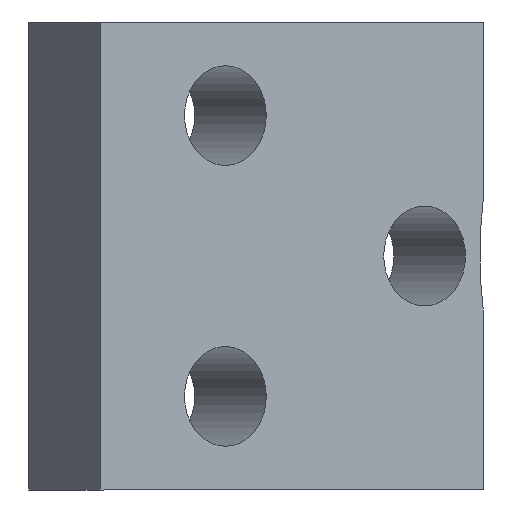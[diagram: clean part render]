
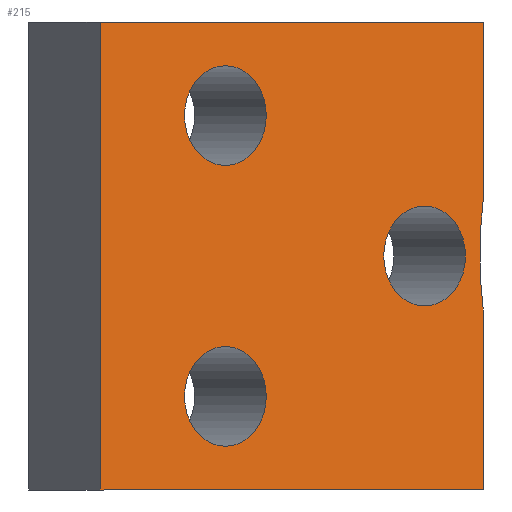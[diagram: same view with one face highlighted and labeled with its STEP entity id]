
A CAD part, left-side view. The second image highlights one B-rep face of the part: STEP entity #215.
In plain terms, the highlighted planar face has unit normal (-0.819, -0.574, 0).
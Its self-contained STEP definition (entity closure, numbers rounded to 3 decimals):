
#18=FACE_BOUND('',#56,.T.);
#19=FACE_BOUND('',#57,.T.);
#20=FACE_BOUND('',#58,.T.);
#21=ELLIPSE('',#247,34.967,20.056);
#30=PLANE('',#253);
#41=FACE_OUTER_BOUND('',#55,.T.);
#55=EDGE_LOOP('',(#193,#194,#195,#196,#197,#198));
#56=EDGE_LOOP('',(#199));
#57=EDGE_LOOP('',(#200));
#58=EDGE_LOOP('',(#201));
#62=LINE('',#333,#81);
#66=LINE('',#341,#85);
#70=LINE('',#358,#89);
#73=LINE('',#364,#92);
#76=LINE('',#369,#95);
#81=VECTOR('',#279,10.);
#85=VECTOR('',#285,10.);
#89=VECTOR('',#295,10.);
#92=VECTOR('',#300,10.);
#95=VECTOR('',#305,10.);
#98=CIRCLE('',#238,1.6);
#100=CIRCLE('',#241,1.6);
#102=CIRCLE('',#244,1.6);
#104=VERTEX_POINT('',#315);
#106=VERTEX_POINT('',#321);
#108=VERTEX_POINT('',#327);
#109=VERTEX_POINT('',#331);
#110=VERTEX_POINT('',#332);
#113=VERTEX_POINT('',#340);
#115=VERTEX_POINT('',#351);
#117=VERTEX_POINT('',#357);
#119=VERTEX_POINT('',#363);
#123=EDGE_CURVE('',#104,#104,#98,.T.);
#126=EDGE_CURVE('',#106,#106,#100,.T.);
#129=EDGE_CURVE('',#108,#108,#102,.T.);
#130=EDGE_CURVE('',#109,#110,#62,.T.);
#134=EDGE_CURVE('',#113,#109,#66,.T.);
#137=EDGE_CURVE('',#115,#113,#21,.T.);
#140=EDGE_CURVE('',#117,#115,#70,.T.);
#143=EDGE_CURVE('',#119,#117,#73,.T.);
#146=EDGE_CURVE('',#110,#119,#76,.T.);
#193=ORIENTED_EDGE('',*,*,#146,.F.);
#194=ORIENTED_EDGE('',*,*,#130,.F.);
#195=ORIENTED_EDGE('',*,*,#134,.F.);
#196=ORIENTED_EDGE('',*,*,#137,.F.);
#197=ORIENTED_EDGE('',*,*,#140,.F.);
#198=ORIENTED_EDGE('',*,*,#143,.F.);
#199=ORIENTED_EDGE('',*,*,#129,.F.);
#200=ORIENTED_EDGE('',*,*,#126,.F.);
#201=ORIENTED_EDGE('',*,*,#123,.F.);
#215=ADVANCED_FACE('',(#41,#18,#19,#20),#30,.F.);
#238=AXIS2_PLACEMENT_3D('',#317,#261,#262);
#241=AXIS2_PLACEMENT_3D('',#323,#268,#269);
#244=AXIS2_PLACEMENT_3D('',#329,#275,#276);
#247=AXIS2_PLACEMENT_3D('',#352,#288,#289);
#253=AXIS2_PLACEMENT_3D('',#372,#309,#310);
#261=DIRECTION('center_axis',(-0.819,-0.574,0.));
#262=DIRECTION('ref_axis',(0.,0.,-1.));
#268=DIRECTION('center_axis',(-0.819,-0.574,0.));
#269=DIRECTION('ref_axis',(0.,0.,-1.));
#275=DIRECTION('center_axis',(-0.819,-0.574,0.));
#276=DIRECTION('ref_axis',(0.,0.,-1.));
#279=DIRECTION('',(-0.574,0.819,0.));
#285=DIRECTION('',(0.,0.,-1.));
#288=DIRECTION('center_axis',(-0.819,-0.574,0.));
#289=DIRECTION('ref_axis',(0.574,-0.819,0.));
#295=DIRECTION('',(0.,0.,-1.));
#300=DIRECTION('',(0.574,-0.819,0.));
#305=DIRECTION('',(0.,0.,1.));
#309=DIRECTION('center_axis',(0.819,0.574,0.));
#310=DIRECTION('ref_axis',(0.,0.,-1.));
#315=CARTESIAN_POINT('',(-129.808,-47.701,-27.739));
#317=CARTESIAN_POINT('Origin',(-129.808,-47.701,-29.339));
#321=CARTESIAN_POINT('',(-125.337,-54.086,-23.239));
#323=CARTESIAN_POINT('Origin',(-125.337,-54.086,-24.839));
#327=CARTESIAN_POINT('',(-129.808,-47.701,-18.739));
#329=CARTESIAN_POINT('Origin',(-129.808,-47.701,-20.339));
#331=CARTESIAN_POINT('',(-124.016,-55.973,-32.339));
#332=CARTESIAN_POINT('',(-132.619,-43.686,-32.339));
#333=CARTESIAN_POINT('',(-124.016,-55.973,-32.339));
#340=CARTESIAN_POINT('',(-124.016,-55.973,-26.668));
#341=CARTESIAN_POINT('',(-124.016,-55.973,-17.339));
#351=CARTESIAN_POINT('',(-124.016,-55.973,-22.934));
#352=CARTESIAN_POINT('Origin',(-104.047,-84.492,-24.801));
#357=CARTESIAN_POINT('',(-124.016,-55.973,-17.339));
#358=CARTESIAN_POINT('',(-124.016,-55.973,-17.339));
#363=CARTESIAN_POINT('',(-132.619,-43.686,-17.339));
#364=CARTESIAN_POINT('',(-132.619,-43.686,-17.339));
#369=CARTESIAN_POINT('',(-132.619,-43.686,-32.339));
#372=CARTESIAN_POINT('Origin',(-128.318,-49.829,-24.839));
